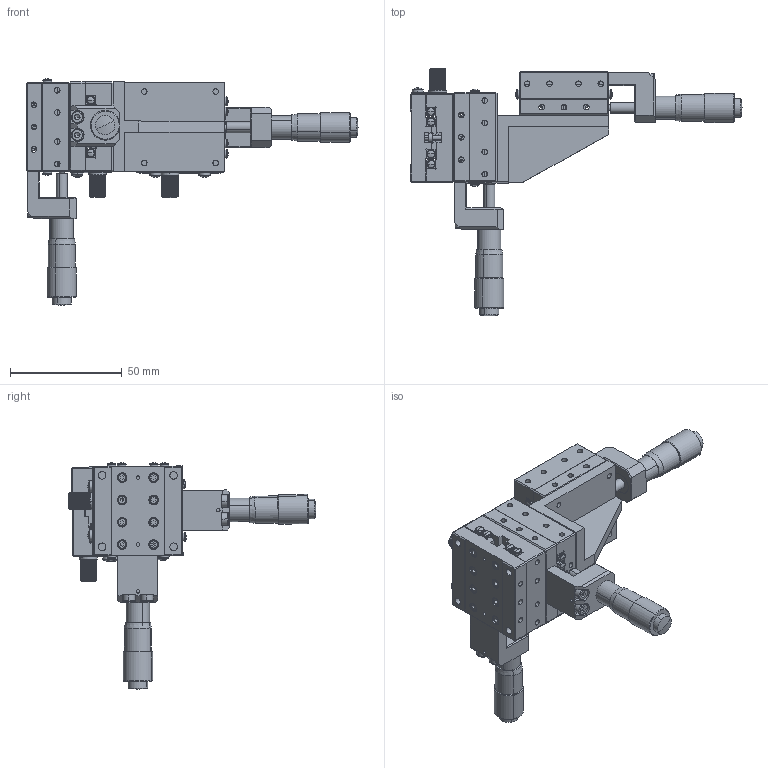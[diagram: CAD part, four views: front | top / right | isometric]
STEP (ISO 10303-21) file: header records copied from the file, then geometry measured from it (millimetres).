
FILE_DESCRIPTION (( 'STEP AP203' ), '1' );
FILE_NAME ('NFP-3461CCZ-L.step', '2019-05-08T07:23:32', ( '' ), ( '' ), 'SwSTEP 2.0', 'SolidWorks 2017', '' );
FILE_SCHEMA (( 'CONFIG_CONTROL_DESIGN' ));
Products named in the file (1): NFP-3461CCZ-L
Bounding box: 148.8 x 111.09 x 101.4 mm (x, y, z)
Surface area: 59141 mm2 (no closed solid volume)
Topology: 0 solids, 107 shells, 1609 faces, 7016 edges, 5150 vertices
Faces by surface type: plane 836, cylinder 501, bspline 96, cone 92, torus 60, sphere 24
Entity records: 74834 total; most frequent: CARTESIAN_POINT 20646, DIRECTION 10686, ORIENTED_EDGE 10161, EDGE_CURVE 6929, VERTEX_POINT 5141, VECTOR 3628, LINE 3628, AXIS2_PLACEMENT_3D 3529
